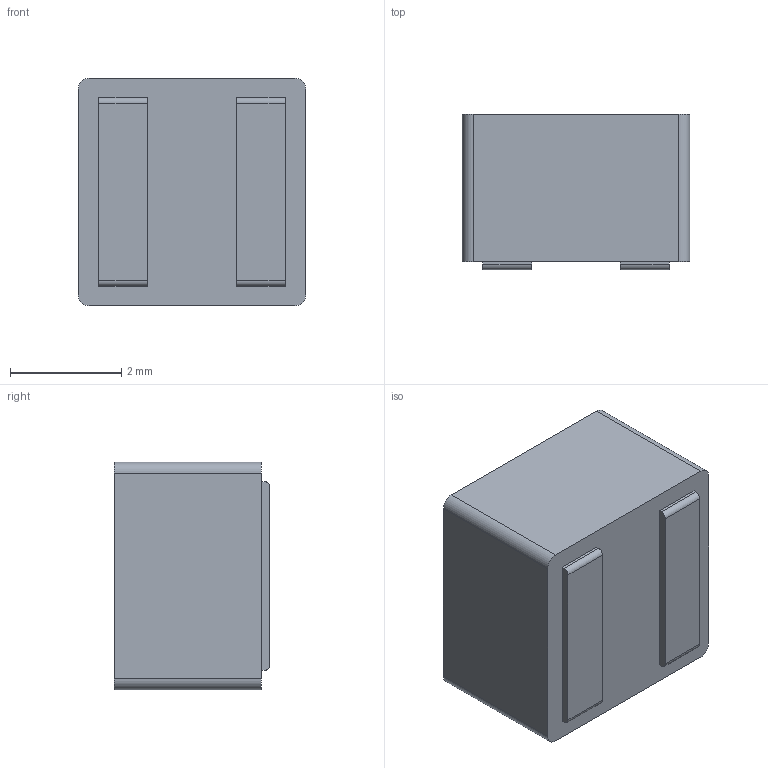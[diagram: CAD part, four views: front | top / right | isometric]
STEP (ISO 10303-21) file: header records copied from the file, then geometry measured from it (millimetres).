
FILE_DESCRIPTION (( 'STEP AP203' ), '1' );
FILE_NAME ('PA5430.STEP', '2021-05-13T06:53:15', ( '' ), ( '' ), 'SwSTEP 2.0', 'SolidWorks 2015', '' );
FILE_SCHEMA (( 'CONFIG_CONTROL_DESIGN' ));
Length unit declared in the file: millimetre
Products named in the file (1): PA5430
Bounding box: 4.1 x 2.8 x 4.1 mm (x, y, z)
Volume: 45.3 mm3; surface area: 78.7 mm2
Topology: 1 solids, 1 shells, 136 faces, 372 edges, 248 vertices
Faces by surface type: plane 82, bspline 46, cylinder 8
Entity records: 4617 total; most frequent: CARTESIAN_POINT 1387, ORIENTED_EDGE 744, DIRECTION 478, EDGE_CURVE 372, VECTOR 264, LINE 264, VERTEX_POINT 248, EDGE_LOOP 146
